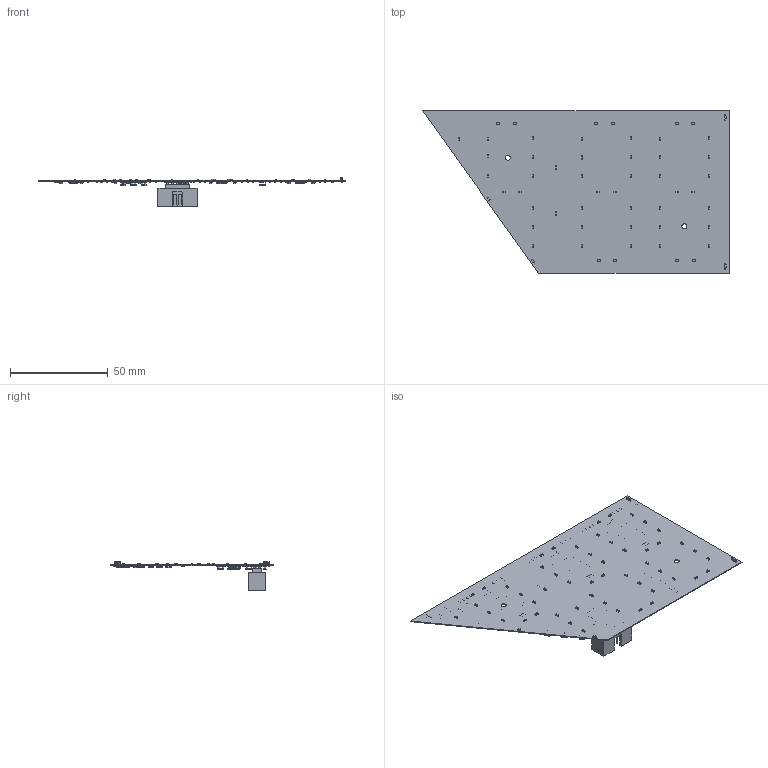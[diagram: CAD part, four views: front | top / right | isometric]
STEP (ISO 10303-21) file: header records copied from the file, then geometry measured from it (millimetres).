
FILE_DESCRIPTION(('Open CASCADE Model'),'2;1');
FILE_NAME('Open CASCADE Shape Model','2023-07-19T04:53:57',('Author'),( 'Open CASCADE'),'Open CASCADE STEP processor 7.5','Open CASCADE 7.5' ,'Unknown');
FILE_SCHEMA(('AUTOMOTIVE_DESIGN { 1 0 10303 214 1 1 1 1 }'));
Length unit declared in the file: millimetre
Products named in the file (167): PCB; Board; Open CASCADE STEP translator 7.5 1.1.1; J1; 72454-010LF v2; R2E2; Resistor 0402; R2D2; TP9; 5998295088; TP8; 5998295168; TP7; TP6; TP5; TP4; TP3; TP2; TP1; R8; R3B2; D6; WL-SMCW SMT LED WURTH ELEKTRONIK 0603; Component1; Open CASCADE STEP translator 7.5 1.16.1.2; C4D; C0402; C4C; C4B; C4A; RN3; 5998295408; body; Open CASCADE STEP translator 7.5 15.1.1; mark; Lead; Open CASCADE STEP translator 7.5 15.3.1; RN2; 5998295248; RN1 ...
Assembly tree (319 placements, depth 5):
  PCB
    Board
      Open CASCADE STEP translator 7.5 1.1.1
    J1
      72454-010LF v2
    R2E2
      Resistor 0402
    R2D2
      Resistor 0402
    TP9
      5998295088
    TP8
      5998295168
    TP7
      5998295088
    TP6
      5998295088
    TP5
      5998295088
    TP4
      5998295088
    TP3
      5998295088
    TP2
      5998295168
    TP1
      5998295168
    R8
      Resistor 0402
    R3B2
      Resistor 0402
    D6
      WL-SMCW SMT LED WURTH ELEKTRONIK 0603
        Component1
        Open CASCADE STEP translator 7.5 1.16.1.2
    C4D
      C0402
    C4C
      C0402
    C4B
      C0402
    C4A
      C0402
    RN3
      5998295408
        body
          Open CASCADE STEP translator 7.5 15.1.1
        mark
        Lead  x16
          Open CASCADE STEP translator 7.5 15.3.1
    RN2
      5998295248
        body
          Open CASCADE STEP translator 7.5 15.1.1
        mark
        Lead  x16
          Open CASCADE STEP translator 7.5 15.3.1
    RN1
      5998295248
        body
Bounding box: 156.7 x 83 x 14.56 mm (x, y, z)
Volume: 5635.7 mm3; surface area: 24614.2 mm2
Topology: 986 solids, 986 shells, 13096 faces, 31414 edges, 20074 vertices
Faces by surface type: plane 8034, bspline 2783, cylinder 1983, sphere 296
Full cylindrical faces by diameter (mm): 0.023 x55, 0.071 x110, 2.6 x2
Entity records: 54745 total; most frequent: CARTESIAN_POINT 11140, DIRECTION 8219, ORIENTED_EDGE 8188, EDGE_CURVE 4094, LINE 3249, VECTOR 3249, VERTEX_POINT 2642, AXIS2_PLACEMENT_3D 2485
